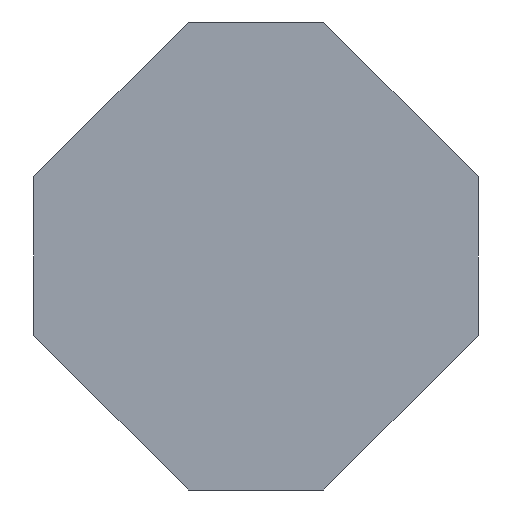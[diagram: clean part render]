
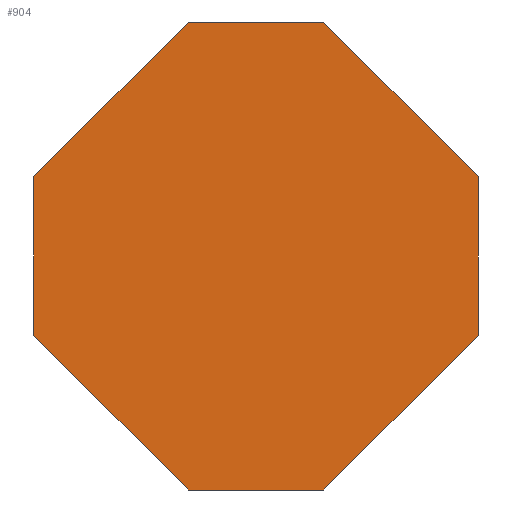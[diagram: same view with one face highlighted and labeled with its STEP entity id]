
A CAD part, front view. The second image highlights one B-rep face of the part: STEP entity #904.
In plain terms, the highlighted planar face has unit normal (0, -1, 0).
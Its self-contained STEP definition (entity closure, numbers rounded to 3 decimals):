
#33 = VERTEX_POINT ( 'NONE', #555 ) ;
#86 = EDGE_CURVE ( 'NONE', #532, #698, #774, .T. ) ;
#101 = CARTESIAN_POINT ( 'NONE',  ( 17.5, 0., -60.5 ) ) ;
#137 = CARTESIAN_POINT ( 'NONE',  ( 57.5, 0., -20.5 ) ) ;
#140 = FACE_OUTER_BOUND ( 'NONE', #308, .T. ) ;
#145 = PLANE ( 'NONE',  #467 ) ;
#153 = DIRECTION ( 'NONE',  ( 0., -1., 0. ) ) ;
#162 = EDGE_CURVE ( 'NONE', #532, #396, #787, .T. ) ;
#183 = DIRECTION ( 'NONE',  ( -0.707, 0., 0.707 ) ) ;
#192 = VERTEX_POINT ( 'NONE', #101 ) ;
#218 = ORIENTED_EDGE ( 'NONE', *, *, #584, .F. ) ;
#224 = ORIENTED_EDGE ( 'NONE', *, *, #439, .F. ) ;
#232 = VECTOR ( 'NONE', #482, 1000. ) ;
#287 = CARTESIAN_POINT ( 'NONE',  ( 39., 0., 39. ) ) ;
#308 = EDGE_LOOP ( 'NONE', ( #218, #1035, #224, #978, #1074, #851, #338, #641 ) ) ;
#310 = EDGE_CURVE ( 'NONE', #1189, #698, #333, .T. ) ;
#327 = LINE ( 'NONE', #528, #1107 ) ;
#333 = LINE ( 'NONE', #830, #987 ) ;
#338 = ORIENTED_EDGE ( 'NONE', *, *, #310, .F. ) ;
#361 = EDGE_CURVE ( 'NONE', #1189, #636, #718, .T. ) ;
#363 = CARTESIAN_POINT ( 'NONE',  ( -57.5, 0., -60.5 ) ) ;
#366 = VECTOR ( 'NONE', #622, 1000. ) ;
#370 = CARTESIAN_POINT ( 'NONE',  ( -17.5, 0., 60.5 ) ) ;
#396 = VERTEX_POINT ( 'NONE', #926 ) ;
#404 = CARTESIAN_POINT ( 'NONE',  ( -57.5, 0., 60.5 ) ) ;
#439 = EDGE_CURVE ( 'NONE', #33, #1291, #327, .T. ) ;
#467 = AXIS2_PLACEMENT_3D ( 'NONE', #539, #153, #865 ) ;
#472 = CARTESIAN_POINT ( 'NONE',  ( -39., 0., 39. ) ) ;
#479 = LINE ( 'NONE', #287, #1068 ) ;
#482 = DIRECTION ( 'NONE',  ( 1., 0., 0. ) ) ;
#524 = LINE ( 'NONE', #905, #1287 ) ;
#528 = CARTESIAN_POINT ( 'NONE',  ( 57.5, 0., 60.5 ) ) ;
#532 = VERTEX_POINT ( 'NONE', #370 ) ;
#539 = CARTESIAN_POINT ( 'NONE',  ( 0., 0., 0. ) ) ;
#555 = CARTESIAN_POINT ( 'NONE',  ( 57.5, 0., 20.5 ) ) ;
#575 = CARTESIAN_POINT ( 'NONE',  ( -17.5, 0., -60.5 ) ) ;
#584 = EDGE_CURVE ( 'NONE', #192, #636, #1258, .T. ) ;
#598 = DIRECTION ( 'NONE',  ( 0.707, 0., 0.707 ) ) ;
#622 = DIRECTION ( 'NONE',  ( 0.707, 0., -0.707 ) ) ;
#626 = CARTESIAN_POINT ( 'NONE',  ( -39., 0., -39. ) ) ;
#636 = VERTEX_POINT ( 'NONE', #575 ) ;
#641 = ORIENTED_EDGE ( 'NONE', *, *, #361, .T. ) ;
#677 = CARTESIAN_POINT ( 'NONE',  ( -57.5, 0., 20.5 ) ) ;
#698 = VERTEX_POINT ( 'NONE', #677 ) ;
#713 = EDGE_CURVE ( 'NONE', #33, #396, #479, .T. ) ;
#718 = LINE ( 'NONE', #626, #366 ) ;
#723 = DIRECTION ( 'NONE',  ( 0., 0., 1. ) ) ;
#774 = LINE ( 'NONE', #472, #1106 ) ;
#787 = LINE ( 'NONE', #404, #232 ) ;
#830 = CARTESIAN_POINT ( 'NONE',  ( -57.5, 0., 60.5 ) ) ;
#842 = VECTOR ( 'NONE', #1153, 1000. ) ;
#851 = ORIENTED_EDGE ( 'NONE', *, *, #86, .T. ) ;
#865 = DIRECTION ( 'NONE',  ( 0., 0., -1. ) ) ;
#875 = DIRECTION ( 'NONE',  ( -0.707, 0., -0.707 ) ) ;
#904 = ADVANCED_FACE ( 'NONE', ( #140 ), #145, .T. ) ;
#905 = CARTESIAN_POINT ( 'NONE',  ( 39., 0., -39. ) ) ;
#926 = CARTESIAN_POINT ( 'NONE',  ( 17.5, 0., 60.5 ) ) ;
#934 = DIRECTION ( 'NONE',  ( 0., 0., -1. ) ) ;
#978 = ORIENTED_EDGE ( 'NONE', *, *, #713, .T. ) ;
#987 = VECTOR ( 'NONE', #723, 1000. ) ;
#1035 = ORIENTED_EDGE ( 'NONE', *, *, #1178, .T. ) ;
#1068 = VECTOR ( 'NONE', #183, 1000. ) ;
#1074 = ORIENTED_EDGE ( 'NONE', *, *, #162, .F. ) ;
#1099 = CARTESIAN_POINT ( 'NONE',  ( -57.5, 0., -20.5 ) ) ;
#1106 = VECTOR ( 'NONE', #875, 1000. ) ;
#1107 = VECTOR ( 'NONE', #934, 1000. ) ;
#1153 = DIRECTION ( 'NONE',  ( -1., 0., 0. ) ) ;
#1178 = EDGE_CURVE ( 'NONE', #192, #1291, #524, .T. ) ;
#1189 = VERTEX_POINT ( 'NONE', #1099 ) ;
#1258 = LINE ( 'NONE', #363, #842 ) ;
#1287 = VECTOR ( 'NONE', #598, 1000. ) ;
#1291 = VERTEX_POINT ( 'NONE', #137 ) ;
